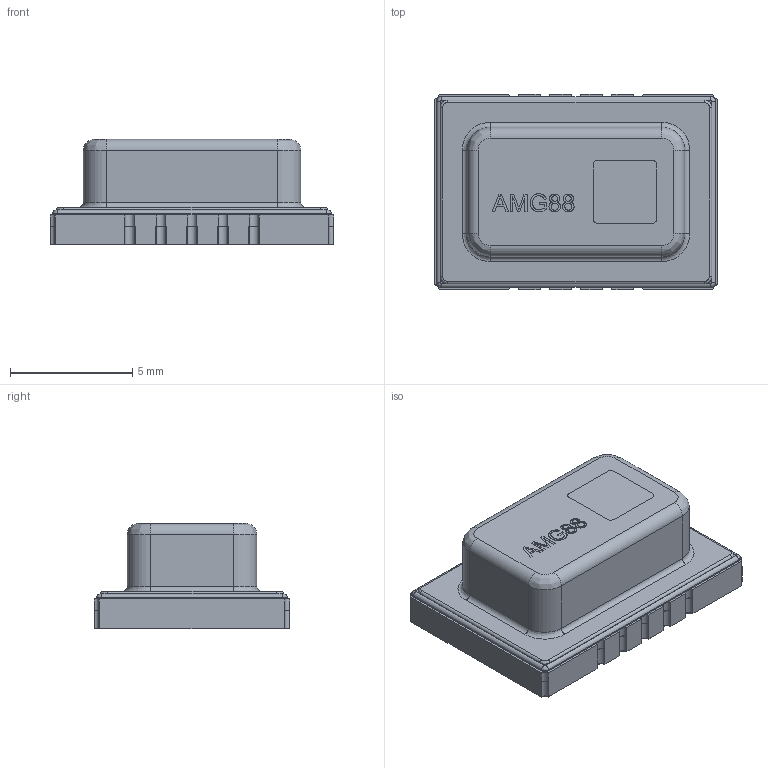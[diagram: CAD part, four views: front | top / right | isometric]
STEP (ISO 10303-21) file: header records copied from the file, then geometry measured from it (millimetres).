
FILE_DESCRIPTION (( 'STEP AP214' ), '1' );
FILE_NAME ('User Library-AMG88-1.STEP', '2019-04-04T22:10:41', ( '' ), ( '' ), 'SwSTEP 2.0', 'SolidWorks 2019', '' );
FILE_SCHEMA (( 'AUTOMOTIVE_DESIGN' ));
Length unit declared in the file: millimetre
Products named in the file (24): User Library-AMG88-1_ACIS Solid_22831; User Library-AMG88-1_5; User Library-AMG88-1_Part_12251; User Library-AMG88-1_Part_12275_2; User Library-AMG88-1_ACIS Solid_20286; User Library-AMG88-1_6; User Library-AMG88-1_Part_12275; User Library-AMG88-1_Part_17556; User Library-AMG88-1_7; User Library-AMG88-1_Part_14082_2; User Library-AMG88-1_Part_12275_3; User Library-AMG88-1_Part_17557; User Library-AMG88-1; User Library-AMG88-1_Part_12275_6; User Library-AMG88-1_Part_12275_8; User Library-AMG88-1_2; User Library-AMG88-1_Part_12275_5; User Library-AMG88-1_Part_12275_4; User Library-AMG88-1_3; User Library-AMG88-1_4; User Library-AMG88-1_Part_17555; User Library-AMG88-1_Part_12275_7; User Library-AMG88-1_Part_14082; User Library-AMG88-1_1
Assembly tree (23 placements, depth 2):
  User Library-AMG88-1
    User Library-AMG88-1_Part_17556
    User Library-AMG88-1_Part_14082
    User Library-AMG88-1_ACIS Solid_20286
    User Library-AMG88-1_Part_12275
    User Library-AMG88-1_ACIS Solid_22831
    User Library-AMG88-1_Part_17557
    User Library-AMG88-1_Part_12275_2
    User Library-AMG88-1_Part_12275_3
    User Library-AMG88-1_Part_12275_4
    User Library-AMG88-1_Part_12275_5
    User Library-AMG88-1_Part_12275_6
    User Library-AMG88-1_Part_12275_7
    User Library-AMG88-1_1
    User Library-AMG88-1_2
    User Library-AMG88-1_3
    User Library-AMG88-1_4
    User Library-AMG88-1_5
    User Library-AMG88-1_Part_17555
    User Library-AMG88-1_Part_12251
    User Library-AMG88-1_6
    User Library-AMG88-1_7
    User Library-AMG88-1_Part_14082_2
    User Library-AMG88-1_Part_12275_8
Bounding box: 11.6 x 8 x 4.3 mm (x, y, z)
Volume: 266.1 mm3; surface area: 712.6 mm2
Topology: 23 solids, 23 shells, 662 faces, 1780 edges, 1176 vertices
Faces by surface type: plane 298, bspline 202, cylinder 162
Entity records: 31004 total; most frequent: CARTESIAN_POINT 7160, ORIENTED_EDGE 3560, DIRECTION 2688, EDGE_CURVE 1780, VERTEX_POINT 1176, VECTOR 1068, LINE 1068, AXIS2_PLACEMENT_3D 810
